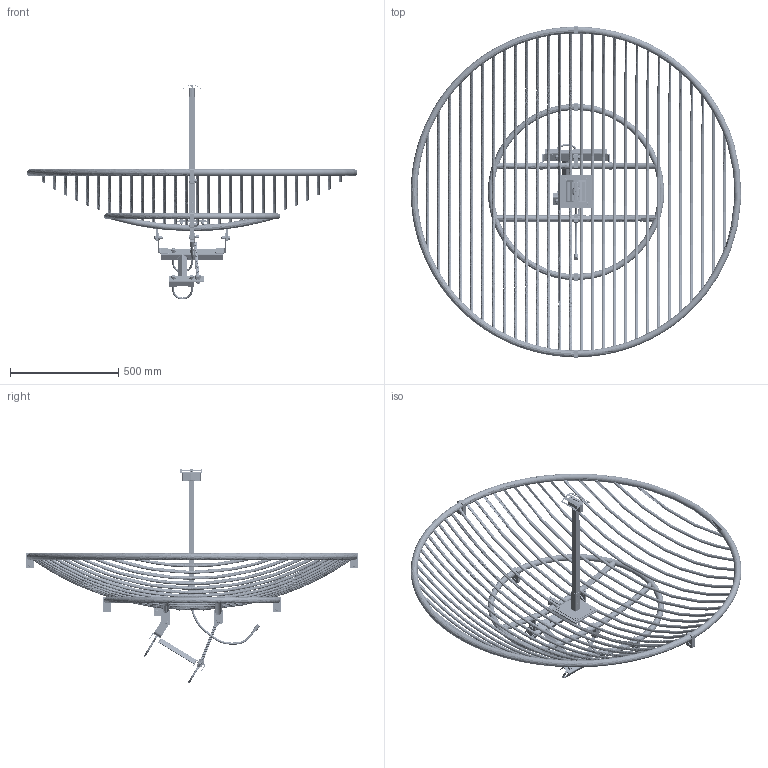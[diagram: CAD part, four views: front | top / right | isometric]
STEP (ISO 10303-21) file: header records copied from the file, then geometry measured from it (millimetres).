
FILE_DESCRIPTION (( 'STEP AP214' ), '1' );
FILE_NAME ('HG2430G.STEP', '2018-01-17T17:22:25', ( '' ), ( '' ), 'SwSTEP 2.0', 'SolidWorks 2014', '' );
FILE_SCHEMA (( 'AUTOMOTIVE_DESIGN' ));
Length unit declared in the file: inch
Products named in the file (16): M10_FlatWasher; M10-1.5x33mm; HG2430G_U-Bolt; HG2430G_ThreadedArm; HG2430G_Bracket_Default<As Machined>; HG2430G_F-Horn; HG2430G_Grid_Right; HG2430G_Grid_Left; HG2430G; 400FeedHorn 18inch Coax; M8-1.25_HexNut; M8_LockWasher; M8_FlatWasher; M8-1.25x30mm; M10-1.5_HexNut; M10_LockWasher
Assembly tree (56 placements, depth 2):
  HG2430G
    HG2430G_Grid_Left
    HG2430G_Grid_Right
    HG2430G_F-Horn
    HG2430G_Bracket_Default<As Machined>
    HG2430G_ThreadedArm
    HG2430G_U-Bolt  x2
    M10-1.5x33mm  x8
    M10_FlatWasher  x8
    M10_LockWasher  x8
    M10-1.5_HexNut  x8
    M8-1.25x30mm  x4
    M8_FlatWasher  x4
    M8_LockWasher  x4
    M8-1.25_HexNut  x4
    400FeedHorn 18inch Coax
Bounding box: 1529.61 x 1536.73 x 994.73 mm (x, y, z)
Volume: 12616947.3 mm3; surface area: 2943111.8 mm2
Topology: 64 solids, 66 shells, 3070 faces, 6665 edges, 3774 vertices
Faces by surface type: cone 1858, plane 670, cylinder 334, torus 158, bspline 32, sphere 18
Full cylindrical faces by diameter (mm): 2.032 x5, 2.086 x1, 2.184 x1, 3.175 x4, 3.226 x1, 8.28 x8, 8.89 x4, 9.334 x7, 9.335 x1, 9.873 x4, 9.889 x4, 10.109 x4, 10.465 x4, 10.668 x8, 10.795 x14, 11.836 x1, 11.862 x2, 11.887 x4, 12.903 x4, 16.662 x4, 17.069 x4, 17.526 x1, 18.542 x2, 19.863 x8, 21.031 x4, 21.907 x1, 31.75 x2
Entity records: 64009 total; most frequent: CARTESIAN_POINT 16416, DIRECTION 6121, ORIENTED_EDGE 4816, AXIS2_PLACEMENT_3D 2604, EDGE_CURVE 2408, EDGE_LOOP 2377, VERTEX_POINT 1857, FACE_OUTER_BOUND 1547
